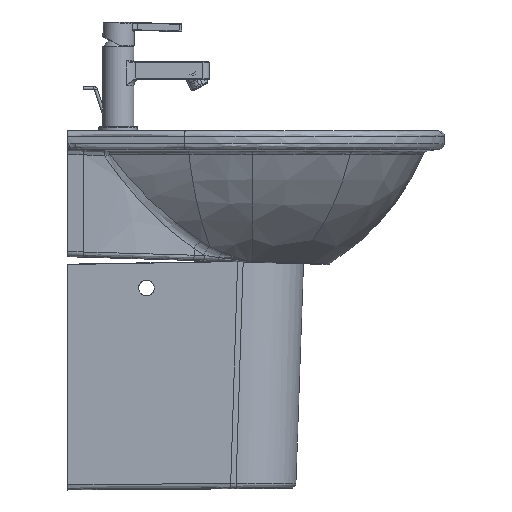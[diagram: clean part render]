
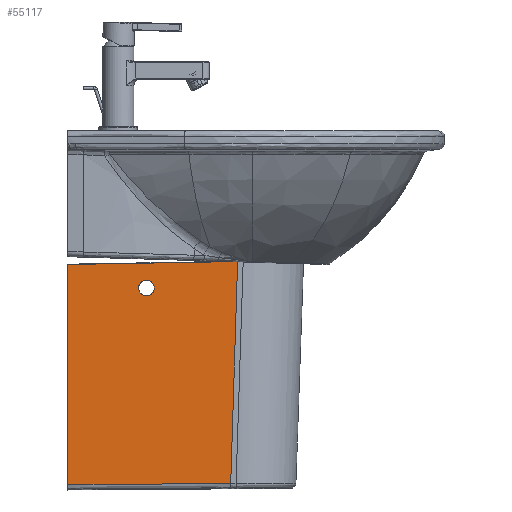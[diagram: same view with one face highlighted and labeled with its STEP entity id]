
A CAD part, front view. The second image highlights one B-rep face of the part: STEP entity #55117.
In plain terms, the highlighted free-form (B-spline) face has degree [5, 1] with [6, 2] control points.
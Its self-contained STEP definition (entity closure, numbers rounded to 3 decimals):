
#54273=CARTESIAN_POINT('',(216.018,-85.679,3.771));
#54274=VERTEX_POINT('',#54273);
#54491=CARTESIAN_POINT('',(0.,-90.,0.));
#54492=VERTEX_POINT('',#54491);
#54502=CARTESIAN_POINT('',(0.,-90.,0.));
#54503=CARTESIAN_POINT('',(43.204,-89.136,0.754));
#54504=CARTESIAN_POINT('',(86.407,-88.272,1.508));
#54505=CARTESIAN_POINT('',(129.611,-87.407,2.262));
#54506=CARTESIAN_POINT('',(172.814,-86.543,3.016));
#54507=CARTESIAN_POINT('',(216.018,-85.679,3.771));
#54508=B_SPLINE_CURVE_WITH_KNOTS('',5,(#54502,#54503,#54504,#54505,#54506,#54507),.UNSPECIFIED.,.F.,.U.,(6,6),(0.0,211.624),.UNSPECIFIED.);
#54509=EDGE_CURVE('',#54274,#54492,#54508,.F.);
#54718=CARTESIAN_POINT('',(90.0,-87.321,-30.0));
#54719=VERTEX_POINT('',#54718);
#54720=CARTESIAN_POINT('',(110.0,-86.911,-30.0));
#54721=VERTEX_POINT('',#54720);
#54722=CARTESIAN_POINT('',(90.0,-87.321,-30.));
#54723=CARTESIAN_POINT('',(90.0,-87.303,-30.642));
#54724=CARTESIAN_POINT('',(90.062,-87.284,-31.283));
#54725=CARTESIAN_POINT('',(90.318,-87.242,-32.598));
#54726=CARTESIAN_POINT('',(90.523,-87.219,-33.268));
#54727=CARTESIAN_POINT('',(91.282,-87.154,-35.054));
#54728=CARTESIAN_POINT('',(91.977,-87.11,-36.097));
#54729=CARTESIAN_POINT('',(93.77,-87.023,-37.933));
#54730=CARTESIAN_POINT('',(94.874,-86.979,-38.687));
#54731=CARTESIAN_POINT('',(97.304,-86.901,-39.719));
#54732=CARTESIAN_POINT('',(98.605,-86.866,-39.989));
#54733=CARTESIAN_POINT('',(101.247,-86.812,-40.01));
#54734=CARTESIAN_POINT('',(102.563,-86.792,-39.757));
#54735=CARTESIAN_POINT('',(105.014,-86.77,-38.753));
#54736=CARTESIAN_POINT('',(106.126,-86.768,-38.014));
#54737=CARTESIAN_POINT('',(107.899,-86.781,-36.245));
#54738=CARTESIAN_POINT('',(108.582,-86.794,-35.267));
#54739=CARTESIAN_POINT('',(109.394,-86.826,-33.51));
#54740=CARTESIAN_POINT('',(109.631,-86.841,-32.793));
#54741=CARTESIAN_POINT('',(109.928,-86.874,-31.381));
#54742=CARTESIAN_POINT('',(110.,-86.892,-30.691));
#54743=CARTESIAN_POINT('',(110.0,-86.911,-30.));
#54744=B_SPLINE_CURVE_WITH_KNOTS('',3,(#54722,#54723,#54724,#54725,#54726,#54727,#54728,#54729,#54730,#54731,#54732,#54733,#54734,#54735,#54736,#54737,#54738,#54739,#54740,#54741,#54742,#54743),.UNSPECIFIED.,.F.,.U.,(4,2,2,2,2,2,2,2,2,2,4),(0.,0.193,0.402,0.775,1.173,1.568,1.966,2.362,2.717,2.943,3.15),.UNSPECIFIED.);
#54745=EDGE_CURVE('',#54719,#54721,#54744,.T.);
#54747=CARTESIAN_POINT('',(110.0,-86.911,-30.));
#54748=CARTESIAN_POINT('',(110.,-86.929,-29.359));
#54749=CARTESIAN_POINT('',(109.938,-86.948,-28.719));
#54750=CARTESIAN_POINT('',(109.683,-86.99,-27.405));
#54751=CARTESIAN_POINT('',(109.478,-87.013,-26.736));
#54752=CARTESIAN_POINT('',(108.719,-87.078,-24.948));
#54753=CARTESIAN_POINT('',(108.023,-87.121,-23.903));
#54754=CARTESIAN_POINT('',(106.228,-87.209,-22.065));
#54755=CARTESIAN_POINT('',(105.124,-87.253,-21.311));
#54756=CARTESIAN_POINT('',(102.694,-87.331,-20.28));
#54757=CARTESIAN_POINT('',(101.394,-87.365,-20.011));
#54758=CARTESIAN_POINT('',(98.752,-87.42,-19.99));
#54759=CARTESIAN_POINT('',(97.437,-87.44,-20.244));
#54760=CARTESIAN_POINT('',(94.986,-87.462,-21.247));
#54761=CARTESIAN_POINT('',(93.874,-87.464,-21.986));
#54762=CARTESIAN_POINT('',(92.097,-87.451,-23.759));
#54763=CARTESIAN_POINT('',(91.412,-87.438,-24.742));
#54764=CARTESIAN_POINT('',(90.602,-87.406,-26.502));
#54765=CARTESIAN_POINT('',(90.366,-87.391,-27.217));
#54766=CARTESIAN_POINT('',(90.071,-87.357,-28.625));
#54767=CARTESIAN_POINT('',(90.,-87.34,-29.312));
#54768=CARTESIAN_POINT('',(90.,-87.321,-30.));
#54769=B_SPLINE_CURVE_WITH_KNOTS('',3,(#54747,#54748,#54749,#54750,#54751,#54752,#54753,#54754,#54755,#54756,#54757,#54758,#54759,#54760,#54761,#54762,#54763,#54764,#54765,#54766,#54767,#54768),.UNSPECIFIED.,.F.,.U.,(4,2,2,2,2,2,2,2,2,2,4),(0.,0.192,0.402,0.776,1.173,1.568,1.966,2.362,2.719,2.944,3.15),.UNSPECIFIED.);
#54770=EDGE_CURVE('',#54721,#54719,#54769,.T.);
#54915=CARTESIAN_POINT('',(207.223,-78.026,-278.748));
#54916=VERTEX_POINT('',#54915);
#54917=CARTESIAN_POINT('',(207.223,-78.026,-278.748));
#54918=DIRECTION('',(0.031,-0.027,0.999));
#54919=VECTOR('',#54918,282.759);
#54920=LINE('',#54917,#54919);
#54921=EDGE_CURVE('',#54916,#54274,#54920,.T.);
#54954=CARTESIAN_POINT('',(0.,-82.173,-280.196));
#54955=VERTEX_POINT('',#54954);
#54967=CARTESIAN_POINT('',(0.,-82.173,-280.196));
#54968=DIRECTION('',(0.,-0.028,1.));
#54969=VECTOR('',#54968,280.306);
#54970=LINE('',#54967,#54969);
#54971=EDGE_CURVE('',#54955,#54492,#54970,.T.);
#55089=CARTESIAN_POINT('',(0.,-82.172,-280.248));
#55090=CARTESIAN_POINT('',(41.444,-81.343,-279.948));
#55091=CARTESIAN_POINT('',(82.889,-80.514,-279.648));
#55092=CARTESIAN_POINT('',(124.334,-79.685,-279.348));
#55093=CARTESIAN_POINT('',(165.778,-78.856,-279.048));
#55094=CARTESIAN_POINT('',(207.223,-78.026,-278.748));
#55095=CARTESIAN_POINT('',(0.,-90.,0.));
#55096=CARTESIAN_POINT('',(43.204,-89.136,0.754));
#55097=CARTESIAN_POINT('',(86.407,-88.271,1.508));
#55098=CARTESIAN_POINT('',(129.611,-87.407,2.262));
#55099=CARTESIAN_POINT('',(172.814,-86.543,3.017));
#55100=CARTESIAN_POINT('',(216.018,-85.679,3.771));
#55101=B_SPLINE_SURFACE_WITH_KNOTS('',5,1,((#55089,#55095),(#55090,#55096),(#55091,#55097),(#55092,#55098),(#55093,#55099),(#55094,#55100)),.UNSPECIFIED.,.F.,.F.,.U.,(6,6),(2,2),(0.,211.624),(6.783,288.33),.UNSPECIFIED.);
#55102=ORIENTED_EDGE('',*,*,#54921,.T.);
#55103=ORIENTED_EDGE('',*,*,#54509,.T.);
#55104=ORIENTED_EDGE('',*,*,#54971,.F.);
#55105=CARTESIAN_POINT('',(207.223,-78.026,-278.748));
#55106=DIRECTION('',(-1.,-0.02,-0.007));
#55107=VECTOR('',#55106,207.269);
#55108=LINE('',#55105,#55107);
#55109=EDGE_CURVE('',#54955,#54916,#55108,.F.);
#55110=ORIENTED_EDGE('',*,*,#55109,.T.);
#55111=EDGE_LOOP('',(#55102,#55103,#55104,#55110));
#55112=FACE_OUTER_BOUND('',#55111,.T.);
#55113=ORIENTED_EDGE('',*,*,#54745,.F.);
#55114=ORIENTED_EDGE('',*,*,#54770,.F.);
#55115=EDGE_LOOP('',(#55113,#55114));
#55116=FACE_BOUND('',#55115,.T.);
#55117=ADVANCED_FACE('',(#55112,#55116),#55101,.T.);
